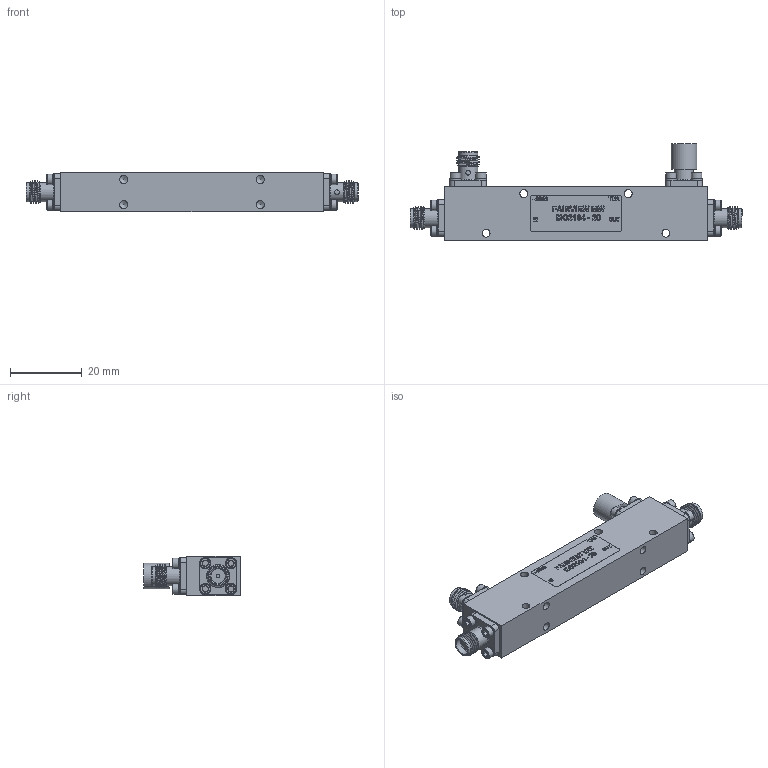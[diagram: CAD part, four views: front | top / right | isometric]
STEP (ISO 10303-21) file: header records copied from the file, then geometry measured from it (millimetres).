
FILE_DESCRIPTION (( 'STEP AP203' ), '1' );
FILE_NAME ('MC2104-20_3D.step', '2022-10-05T16:46:11', ( '' ), ( '' ), 'SwSTEP 2.0', 'SolidWorks 2021', '' );
FILE_SCHEMA (( 'CONFIG_CONTROL_DESIGN' ));
Products named in the file (1): MC2104-20_3D
Bounding box: 92.3 x 26.94 x 11.05 mm (x, y, z)
Volume: 13450.3 mm3; surface area: 6868.4 mm2
Topology: 1 solids, 22 shells, 1068 faces, 2515 edges, 1591 vertices
Faces by surface type: plane 500, bspline 280, cone 147, cylinder 137, torus 4
Full cylindrical faces by diameter (mm): 1.016 x4, 1.27 x4, 2.2 x4, 2.261 x4, 2.578 x16, 2.926 x16, 3.085 x16, 4.521 x3, 5.08 x4, 5.334 x7, 7.112 x1
Entity records: 60762 total; most frequent: CARTESIAN_POINT 39136, ORIENTED_EDGE 4644, DIRECTION 3616, EDGE_CURVE 2322, VERTEX_POINT 1526, EDGE_LOOP 1344, AXIS2_PLACEMENT_3D 1252, FACE_OUTER_BOUND 1151
